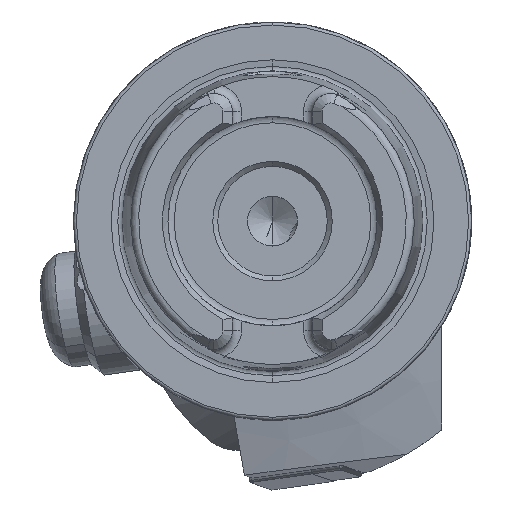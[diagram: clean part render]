
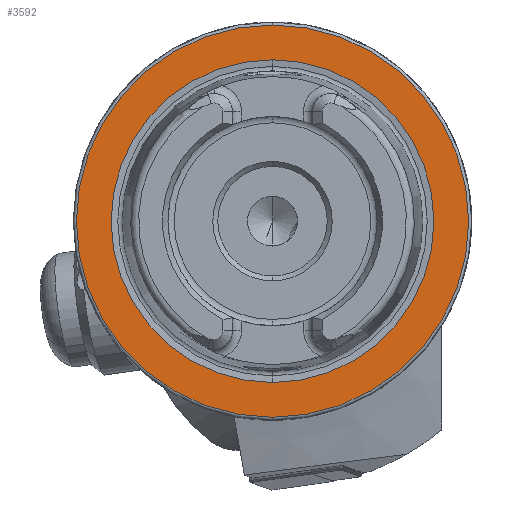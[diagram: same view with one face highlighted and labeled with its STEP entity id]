
A CAD part, left-side view. The second image highlights one B-rep face of the part: STEP entity #3592.
In plain terms, the highlighted planar face has unit normal (-1, 0, 0).
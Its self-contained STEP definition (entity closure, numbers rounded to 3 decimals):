
#909 = CIRCLE ( 'NONE', #13849, 16.207 ) ;
#929 = DIRECTION ( 'NONE',  ( 0., 0., 1. ) ) ;
#1083 = DIRECTION ( 'NONE',  ( 0., 0., 1. ) ) ;
#2070 = DIRECTION ( 'NONE',  ( -1., 0., 0. ) ) ;
#2213 = CARTESIAN_POINT ( 'NONE',  ( 0., 0., 0. ) ) ;
#2443 = CARTESIAN_POINT ( 'NONE',  ( 0., 0., -19.7 ) ) ;
#3212 = CIRCLE ( 'NONE', #10959, 16.207 ) ;
#3225 = PLANE ( 'NONE',  #12991 ) ;
#3388 = CIRCLE ( 'NONE', #3859, 19.7 ) ;
#3592 = ADVANCED_FACE ( 'NONE', ( #16790, #17017 ), #3225, .F. ) ;
#3688 = EDGE_CURVE ( 'NONE', #11761, #15829, #3388, .T. ) ;
#3712 = VERTEX_POINT ( 'NONE', #11899 ) ;
#3859 = AXIS2_PLACEMENT_3D ( 'NONE', #8954, #10159, #1083 ) ;
#3981 = CIRCLE ( 'NONE', #14779, 19.7 ) ;
#4004 = ORIENTED_EDGE ( 'NONE', *, *, #5759, .T. ) ;
#4515 = ORIENTED_EDGE ( 'NONE', *, *, #8164, .F. ) ;
#4738 = CARTESIAN_POINT ( 'NONE',  ( 0., 0., 0. ) ) ;
#4861 = CARTESIAN_POINT ( 'NONE',  ( 0., 0., 19.7 ) ) ;
#5758 = ORIENTED_EDGE ( 'NONE', *, *, #13431, .F. ) ;
#5759 = EDGE_CURVE ( 'NONE', #15829, #11761, #3981, .T. ) ;
#6094 = DIRECTION ( 'NONE',  ( 0., 0., -1. ) ) ;
#7472 = DIRECTION ( 'NONE',  ( -1., 0., 0. ) ) ;
#8164 = EDGE_CURVE ( 'NONE', #3712, #10446, #909, .T. ) ;
#8254 = CARTESIAN_POINT ( 'NONE',  ( 0., 0., 16.207 ) ) ;
#8954 = CARTESIAN_POINT ( 'NONE',  ( 0., 0., 0. ) ) ;
#10159 = DIRECTION ( 'NONE',  ( -1., 0., 0. ) ) ;
#10446 = VERTEX_POINT ( 'NONE', #8254 ) ;
#10959 = AXIS2_PLACEMENT_3D ( 'NONE', #2213, #7472, #11453 ) ;
#11266 = DIRECTION ( 'NONE',  ( 0., 0., 1. ) ) ;
#11453 = DIRECTION ( 'NONE',  ( 0., 0., 1. ) ) ;
#11761 = VERTEX_POINT ( 'NONE', #2443 ) ;
#11899 = CARTESIAN_POINT ( 'NONE',  ( 0., 0., -16.207 ) ) ;
#12991 = AXIS2_PLACEMENT_3D ( 'NONE', #16367, #13793, #6094 ) ;
#13428 = EDGE_LOOP ( 'NONE', ( #5758, #4515 ) ) ;
#13431 = EDGE_CURVE ( 'NONE', #10446, #3712, #3212, .T. ) ;
#13793 = DIRECTION ( 'NONE',  ( 1., 0., 0. ) ) ;
#13849 = AXIS2_PLACEMENT_3D ( 'NONE', #14167, #16658, #929 ) ;
#14167 = CARTESIAN_POINT ( 'NONE',  ( 0., 0., 0. ) ) ;
#14574 = ORIENTED_EDGE ( 'NONE', *, *, #3688, .T. ) ;
#14779 = AXIS2_PLACEMENT_3D ( 'NONE', #4738, #2070, #11266 ) ;
#15829 = VERTEX_POINT ( 'NONE', #4861 ) ;
#16123 = EDGE_LOOP ( 'NONE', ( #4004, #14574 ) ) ;
#16367 = CARTESIAN_POINT ( 'NONE',  ( 0., 19.7, 0. ) ) ;
#16658 = DIRECTION ( 'NONE',  ( -1., 0., 0. ) ) ;
#16790 = FACE_BOUND ( 'NONE', #13428, .T. ) ;
#17017 = FACE_OUTER_BOUND ( 'NONE', #16123, .T. ) ;
